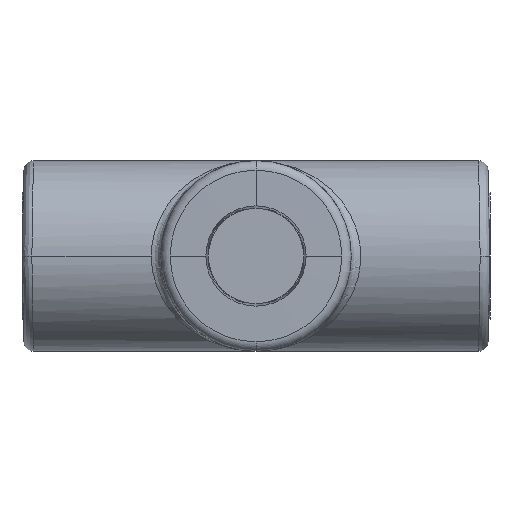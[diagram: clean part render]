
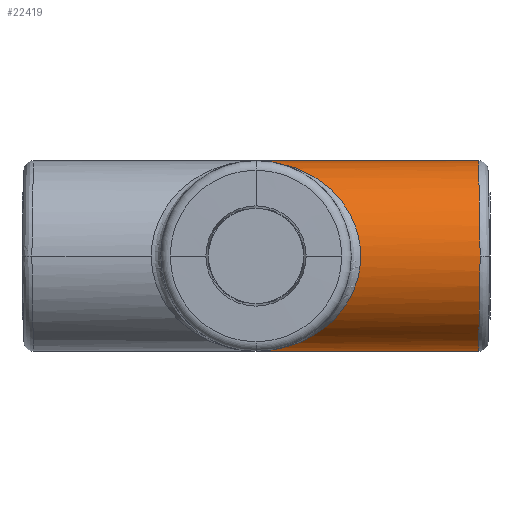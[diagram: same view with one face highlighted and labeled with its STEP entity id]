
A CAD part, front view. The second image highlights one B-rep face of the part: STEP entity #22419.
In plain terms, the highlighted cylindrical face has radius 23.812 mm (diameter 47.625 mm), a partial arc.
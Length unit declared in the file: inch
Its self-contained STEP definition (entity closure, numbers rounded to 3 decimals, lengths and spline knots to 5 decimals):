
#685 = CARTESIAN_POINT ( 'NONE',  ( 2.19351, 0., -0.9375 ) ) ;
#930 = VERTEX_POINT ( 'NONE', #26607 ) ;
#2526 = EDGE_CURVE ( 'NONE', #6182, #12851, #8369, .T. ) ;
#2804 = CARTESIAN_POINT ( 'NONE',  ( 2.0625, -1.875, -0.9375 ) ) ;
#3420 = EDGE_CURVE ( 'NONE', #12851, #17938, #10230, .T. ) ;
#6182 = VERTEX_POINT ( 'NONE', #15397 ) ;
#7136 = DIRECTION ( 'NONE',  ( 1., 0., 0. ) ) ;
#7427 = DIRECTION ( 'NONE',  ( -1., 0., 0. ) ) ;
#7833 = CARTESIAN_POINT ( 'NONE',  ( 4.4216, 0., 0.9375 ) ) ;
#8065 = CARTESIAN_POINT ( 'NONE',  ( 2.20824, -0.9375, 0. ) ) ;
#8369 =( BOUNDED_CURVE ( )  B_SPLINE_CURVE ( 3, ( #19570, #19587, #19730, #19523 ),
 .UNSPECIFIED., .F., .T. ) 
 B_SPLINE_CURVE_WITH_KNOTS ( ( 4, 4 ),
 ( 1.5708, 3.14159 ),
 .UNSPECIFIED. ) 
 CURVE ( )  GEOMETRIC_REPRESENTATION_ITEM ( )  RATIONAL_B_SPLINE_CURVE ( ( 1., 0.805, 0.805, 1. ) ) 
 REPRESENTATION_ITEM ( '' )  );
#8841 = ORIENTED_EDGE ( 'NONE', *, *, #23785, .F. ) ;
#9076 = EDGE_CURVE ( 'NONE', #930, #18207, #28258, .T. ) ;
#9412 = CARTESIAN_POINT ( 'NONE',  ( 2.302, 0., 0. ) ) ;
#10104 = VECTOR ( 'NONE', #7427, 39.37008 ) ;
#10230 = LINE ( 'NONE', #7833, #10104 ) ;
#10298 =( BOUNDED_CURVE ( )  B_SPLINE_CURVE ( 3, ( #8065, #28861, #15088, #685 ),
 .UNSPECIFIED., .F., .T. ) 
 B_SPLINE_CURVE_WITH_KNOTS ( ( 4, 4 ),
 ( 1.5708, 3.14159 ),
 .UNSPECIFIED. ) 
 CURVE ( )  GEOMETRIC_REPRESENTATION_ITEM ( )  RATIONAL_B_SPLINE_CURVE ( ( 1., 0.805, 0.805, 1. ) ) 
 REPRESENTATION_ITEM ( '' )  );
#11785 = DIRECTION ( 'NONE',  ( 0., 0., -1. ) ) ;
#12316 = CARTESIAN_POINT ( 'NONE',  ( 0., 0., 0.9375 ) ) ;
#12321 = ORIENTED_EDGE ( 'NONE', *, *, #9076, .F. ) ;
#12851 = VERTEX_POINT ( 'NONE', #13427 ) ;
#13126 = CYLINDRICAL_SURFACE ( 'NONE', #26430, 0.9375 ) ;
#13427 = CARTESIAN_POINT ( 'NONE',  ( 2.19351, 0., 0.9375 ) ) ;
#13444 = FACE_OUTER_BOUND ( 'NONE', #14095, .T. ) ;
#14095 = EDGE_LOOP ( 'NONE', ( #14787, #12321, #8841, #18494, #21268 ) ) ;
#14775 = CARTESIAN_POINT ( 'NONE',  ( 4.4216, 0., -0.9375 ) ) ;
#14787 = ORIENTED_EDGE ( 'NONE', *, *, #26820, .T. ) ;
#15088 = CARTESIAN_POINT ( 'NONE',  ( 2.19351, -0.54917, -0.9375 ) ) ;
#15397 = CARTESIAN_POINT ( 'NONE',  ( 2.20824, -0.9375, 0. ) ) ;
#16705 = CARTESIAN_POINT ( 'NONE',  ( 0., 0., -0.9375 ) ) ;
#17089 = DIRECTION ( 'NONE',  ( -1., 0., 0. ) ) ;
#17938 = VERTEX_POINT ( 'NONE', #24920 ) ;
#18207 = VERTEX_POINT ( 'NONE', #16705 ) ;
#18494 = ORIENTED_EDGE ( 'NONE', *, *, #2526, .T. ) ;
#19327 = CARTESIAN_POINT ( 'NONE',  ( 0., 0., -0.9375 ) ) ;
#19523 = CARTESIAN_POINT ( 'NONE',  ( 2.19351, 0., 0.9375 ) ) ;
#19570 = CARTESIAN_POINT ( 'NONE',  ( 2.20824, -0.9375, 0. ) ) ;
#19587 = CARTESIAN_POINT ( 'NONE',  ( 2.19961, -0.9375, 0.54917 ) ) ;
#19730 = CARTESIAN_POINT ( 'NONE',  ( 2.19351, -0.54917, 0.9375 ) ) ;
#21268 = ORIENTED_EDGE ( 'NONE', *, *, #3420, .T. ) ;
#22419 = ADVANCED_FACE ( 'NONE', ( #13444 ), #13126, .T. ) ;
#23785 = EDGE_CURVE ( 'NONE', #6182, #930, #10298, .T. ) ;
#24920 = CARTESIAN_POINT ( 'NONE',  ( 0., 0., 0.9375 ) ) ;
#26143 = CARTESIAN_POINT ( 'NONE',  ( 2.0625, -1.875, 0.9375 ) ) ;
#26430 = AXIS2_PLACEMENT_3D ( 'NONE', #9412, #7136, #11785 ) ;
#26607 = CARTESIAN_POINT ( 'NONE',  ( 2.19351, 0., -0.9375 ) ) ;
#26820 = EDGE_CURVE ( 'NONE', #17938, #18207, #29462, .T. ) ;
#28208 = VECTOR ( 'NONE', #17089, 39.37008 ) ;
#28258 = LINE ( 'NONE', #14775, #28208 ) ;
#28861 = CARTESIAN_POINT ( 'NONE',  ( 2.19961, -0.9375, -0.54917 ) ) ;
#29462 =( BOUNDED_CURVE ( )  B_SPLINE_CURVE ( 3, ( #12316, #26143, #2804, #19327 ),
 .UNSPECIFIED., .F., .F. ) 
 B_SPLINE_CURVE_WITH_KNOTS ( ( 4, 4 ),
 ( 1.5708, 4.71239 ),
 .UNSPECIFIED. ) 
 CURVE ( )  GEOMETRIC_REPRESENTATION_ITEM ( )  RATIONAL_B_SPLINE_CURVE ( ( 1., 0.333, 0.333, 1. ) ) 
 REPRESENTATION_ITEM ( '' )  );
